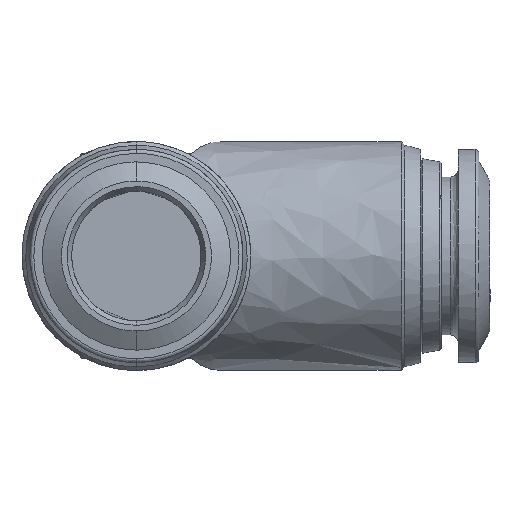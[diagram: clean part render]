
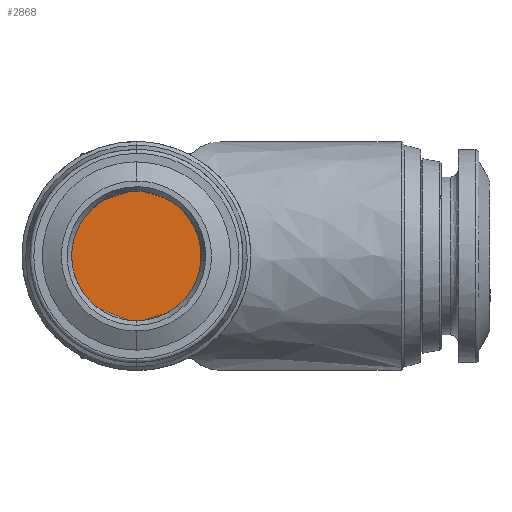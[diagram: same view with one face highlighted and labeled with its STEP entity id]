
A CAD part, front view. The second image highlights one B-rep face of the part: STEP entity #2868.
In plain terms, the highlighted free-form (B-spline) face has degree [1, 1] with [2, 2] control points.
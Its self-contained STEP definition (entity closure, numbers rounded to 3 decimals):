
#86 = CARTESIAN_POINT ( 'NONE',  ( 43.266, 99.286, -4.146 ) ) ;
#114 = CARTESIAN_POINT ( 'NONE',  ( 34.016, 99.286, -4.975 ) ) ;
#367 = CARTESIAN_POINT ( 'NONE',  ( 24.416, 99.286, -5.05 ) ) ;
#407 = CARTESIAN_POINT ( 'NONE',  ( 34.016, 99.286, -4.069 ) ) ;
#420 = CARTESIAN_POINT ( 'NONE',  ( 35.016, 99.286, -4.975 ) ) ;
#495 = EDGE_CURVE ( 'NONE', #4572, #3088, #573, .T. ) ;
#496 = CARTESIAN_POINT ( 'NONE',  ( 41.511, 99.286, -3.271 ) ) ;
#555 = CARTESIAN_POINT ( 'NONE',  ( 35.016, 99.286, -4.069 ) ) ;
#573 =( BOUNDED_CURVE ( )  B_SPLINE_CURVE ( 3, ( #5175, #86, #2092, #6190 ),
 .UNSPECIFIED., .F., .F. ) 
 B_SPLINE_CURVE_WITH_KNOTS ( ( 4, 4 ),
 ( -2.941, 0. ),
 .UNSPECIFIED. ) 
 CURVE ( )  GEOMETRIC_REPRESENTATION_ITEM ( )  RATIONAL_B_SPLINE_CURVE ( ( 1., 0.4, 0.4, 1. ) ) 
 REPRESENTATION_ITEM ( '' )  );
#665 = CARTESIAN_POINT ( 'NONE',  ( 34.016, 99.286, 4.975 ) ) ;
#766 = EDGE_CURVE ( 'NONE', #2639, #6168, #3226, .T. ) ;
#827 = ORIENTED_EDGE ( 'NONE', *, *, #4817, .F. ) ;
#975 = CARTESIAN_POINT ( 'NONE',  ( 34.516, 99.286, -5.05 ) ) ;
#1018 = CARTESIAN_POINT ( 'NONE',  ( 34.016, 99.286, 4.069 ) ) ;
#1046 = CARTESIAN_POINT ( 'NONE',  ( 35.016, 99.286, 4.069 ) ) ;
#1054 = CARTESIAN_POINT ( 'NONE',  ( 34.016, 99.286, -4.069 ) ) ;
#1175 = CARTESIAN_POINT ( 'NONE',  ( 34.516, 99.286, 5.05 ) ) ;
#1184 = FACE_BOUND ( 'NONE', #1472, .T. ) ;
#1252 = ORIENTED_EDGE ( 'NONE', *, *, #5208, .F. ) ;
#1304 = VERTEX_POINT ( 'NONE', #407 ) ;
#1319 = CARTESIAN_POINT ( 'NONE',  ( 35.016, 99.286, 4.975 ) ) ;
#1472 = EDGE_LOOP ( 'NONE', ( #1252, #2488, #827, #2360 ) ) ;
#1525 = CARTESIAN_POINT ( 'NONE',  ( 35.016, 99.286, -4.069 ) ) ;
#1750 = VERTEX_POINT ( 'NONE', #5368 ) ;
#1757 = ORIENTED_EDGE ( 'NONE', *, *, #1914, .F. ) ;
#1776 = ORIENTED_EDGE ( 'NONE', *, *, #495, .F. ) ;
#1780 = B_SPLINE_CURVE_WITH_KNOTS ( 'NONE', 1,
 ( #114, #1054 ),
 .UNSPECIFIED., .F., .F.,
 ( 2, 2 ),
 ( 0., 1. ),
 .UNSPECIFIED. ) ;
#1797 =( BOUNDED_CURVE ( )  B_SPLINE_CURVE ( 3, ( #3606, #3555, #496, #1525 ),
 .UNSPECIFIED., .F., .T. ) 
 B_SPLINE_CURVE_WITH_KNOTS ( ( 4, 4 ),
 ( -2.897, 0. ),
 .UNSPECIFIED. ) 
 CURVE ( )  GEOMETRIC_REPRESENTATION_ITEM ( )  RATIONAL_B_SPLINE_CURVE ( ( 1., 0.415, 0.415, 1. ) ) 
 REPRESENTATION_ITEM ( '' )  );
#1856 = CARTESIAN_POINT ( 'NONE',  ( 34.016, 99.286, 4.069 ) ) ;
#1879 = FACE_BOUND ( 'NONE', #3358, .T. ) ;
#1914 = EDGE_CURVE ( 'NONE', #6075, #4572, #6545, .T. ) ;
#1947 =( BOUNDED_CURVE ( )  B_SPLINE_CURVE ( 3, ( #665, #3672, #4197, #4694 ),
 .UNSPECIFIED., .F., .T. ) 
 B_SPLINE_CURVE_WITH_KNOTS ( ( 4, 4 ),
 ( -2.941, 0. ),
 .UNSPECIFIED. ) 
 CURVE ( )  GEOMETRIC_REPRESENTATION_ITEM ( )  RATIONAL_B_SPLINE_CURVE ( ( 1., 0.4, 0.4, 1. ) ) 
 REPRESENTATION_ITEM ( '' )  );
#2009 = EDGE_CURVE ( 'NONE', #1750, #5277, #5253, .T. ) ;
#2092 = CARTESIAN_POINT ( 'NONE',  ( 43.266, 99.286, 4.146 ) ) ;
#2111 = ORIENTED_EDGE ( 'NONE', *, *, #6430, .F. ) ;
#2231 = EDGE_CURVE ( 'NONE', #5709, #6075, #1797, .T. ) ;
#2360 = ORIENTED_EDGE ( 'NONE', *, *, #2009, .F. ) ;
#2488 = ORIENTED_EDGE ( 'NONE', *, *, #3376, .F. ) ;
#2491 = CARTESIAN_POINT ( 'NONE',  ( 35.016, 99.286, -4.975 ) ) ;
#2543 = CARTESIAN_POINT ( 'NONE',  ( 34.016, 99.286, -4.069 ) ) ;
#2570 = CARTESIAN_POINT ( 'NONE',  ( 27.522, 99.286, -3.271 ) ) ;
#2618 = CARTESIAN_POINT ( 'NONE',  ( 34.516, 99.286, 5.05 ) ) ;
#2639 = VERTEX_POINT ( 'NONE', #1175 ) ;
#2652 =( BOUNDED_CURVE ( )  B_SPLINE_CURVE ( 3, ( #975, #367, #4509, #4535 ),
 .UNSPECIFIED., .F., .F. ) 
 B_SPLINE_CURVE_WITH_KNOTS ( ( 4, 4 ),
 ( 0., 3.142 ),
 .UNSPECIFIED. ) 
 CURVE ( )  GEOMETRIC_REPRESENTATION_ITEM ( )  RATIONAL_B_SPLINE_CURVE ( ( 0.987, 0.329, 0.329, 0.987 ) ) 
 REPRESENTATION_ITEM ( '' )  );
#2665 = CARTESIAN_POINT ( 'NONE',  ( 44.617, 99.286, 5.05 ) ) ;
#2868 = ADVANCED_FACE ( 'NONE', ( #1184, #1879, #3761 ), #5066, .F. ) ;
#2934 = CARTESIAN_POINT ( 'NONE',  ( 39.627, 99.286, -5.111 ) ) ;
#3088 = VERTEX_POINT ( 'NONE', #5425 ) ;
#3132 = CARTESIAN_POINT ( 'NONE',  ( 29.406, 99.286, -5.111 ) ) ;
#3142 = ORIENTED_EDGE ( 'NONE', *, *, #2231, .F. ) ;
#3226 =( BOUNDED_CURVE ( )  B_SPLINE_CURVE ( 3, ( #2618, #2665, #3702, #3683 ),
 .UNSPECIFIED., .F., .F. ) 
 B_SPLINE_CURVE_WITH_KNOTS ( ( 4, 4 ),
 ( 0., 3.142 ),
 .UNSPECIFIED. ) 
 CURVE ( )  GEOMETRIC_REPRESENTATION_ITEM ( )  RATIONAL_B_SPLINE_CURVE ( ( 0.987, 0.329, 0.329, 0.987 ) ) 
 REPRESENTATION_ITEM ( '' )  );
#3289 = ORIENTED_EDGE ( 'NONE', *, *, #766, .F. ) ;
#3334 = EDGE_CURVE ( 'NONE', #3088, #5709, #5900, .T. ) ;
#3358 = EDGE_LOOP ( 'NONE', ( #1776, #1757, #3142, #4654 ) ) ;
#3376 = EDGE_CURVE ( 'NONE', #6484, #1304, #1780, .T. ) ;
#3555 = CARTESIAN_POINT ( 'NONE',  ( 41.511, 99.286, 3.271 ) ) ;
#3594 = CARTESIAN_POINT ( 'NONE',  ( 29.406, 99.286, 5.111 ) ) ;
#3606 = CARTESIAN_POINT ( 'NONE',  ( 35.016, 99.286, 4.069 ) ) ;
#3636 = CARTESIAN_POINT ( 'NONE',  ( 34.016, 99.286, -4.975 ) ) ;
#3672 = CARTESIAN_POINT ( 'NONE',  ( 25.766, 99.286, 4.146 ) ) ;
#3683 = CARTESIAN_POINT ( 'NONE',  ( 34.516, 99.286, -5.05 ) ) ;
#3702 = CARTESIAN_POINT ( 'NONE',  ( 44.617, 99.286, -5.05 ) ) ;
#3761 = FACE_OUTER_BOUND ( 'NONE', #4938, .T. ) ;
#4158 = CARTESIAN_POINT ( 'NONE',  ( 27.522, 99.286, 3.271 ) ) ;
#4197 = CARTESIAN_POINT ( 'NONE',  ( 25.766, 99.286, -4.146 ) ) ;
#4230 =( BOUNDED_CURVE ( )  B_SPLINE_CURVE ( 3, ( #2543, #2570, #4158, #1018 ),
 .UNSPECIFIED., .F., .T. ) 
 B_SPLINE_CURVE_WITH_KNOTS ( ( 4, 4 ),
 ( -2.897, 0. ),
 .UNSPECIFIED. ) 
 CURVE ( )  GEOMETRIC_REPRESENTATION_ITEM ( )  RATIONAL_B_SPLINE_CURVE ( ( 1., 0.415, 0.415, 1. ) ) 
 REPRESENTATION_ITEM ( '' )  );
#4380 = CARTESIAN_POINT ( 'NONE',  ( 39.627, 99.286, 5.111 ) ) ;
#4509 = CARTESIAN_POINT ( 'NONE',  ( 24.416, 99.286, 5.05 ) ) ;
#4535 = CARTESIAN_POINT ( 'NONE',  ( 34.516, 99.286, 5.05 ) ) ;
#4572 = VERTEX_POINT ( 'NONE', #420 ) ;
#4654 = ORIENTED_EDGE ( 'NONE', *, *, #3334, .F. ) ;
#4694 = CARTESIAN_POINT ( 'NONE',  ( 34.016, 99.286, -4.975 ) ) ;
#4814 = CARTESIAN_POINT ( 'NONE',  ( 35.016, 99.286, 4.069 ) ) ;
#4817 = EDGE_CURVE ( 'NONE', #5277, #6484, #1947, .T. ) ;
#4938 = EDGE_LOOP ( 'NONE', ( #3289, #2111 ) ) ;
#5066 = B_SPLINE_SURFACE_WITH_KNOTS ( 'NONE', 1, 1, ( 
 ( #2934, #4380 ),
 ( #3132, #3594 ) ),
 .UNSPECIFIED., .F., .F., .F.,
 ( 2, 2 ),
 ( 2, 2 ),
 ( 0., 1. ),
 ( 0., 1. ),
 .UNSPECIFIED. ) ;
#5175 = CARTESIAN_POINT ( 'NONE',  ( 35.016, 99.286, -4.975 ) ) ;
#5195 = CARTESIAN_POINT ( 'NONE',  ( 34.016, 99.286, 4.975 ) ) ;
#5208 = EDGE_CURVE ( 'NONE', #1304, #1750, #4230, .T. ) ;
#5253 = B_SPLINE_CURVE_WITH_KNOTS ( 'NONE', 1,
 ( #1856, #5424 ),
 .UNSPECIFIED., .F., .F.,
 ( 2, 2 ),
 ( 0., 1. ),
 .UNSPECIFIED. ) ;
#5277 = VERTEX_POINT ( 'NONE', #5195 ) ;
#5368 = CARTESIAN_POINT ( 'NONE',  ( 34.016, 99.286, 4.069 ) ) ;
#5424 = CARTESIAN_POINT ( 'NONE',  ( 34.016, 99.286, 4.975 ) ) ;
#5425 = CARTESIAN_POINT ( 'NONE',  ( 35.016, 99.286, 4.975 ) ) ;
#5536 = CARTESIAN_POINT ( 'NONE',  ( 35.016, 99.286, -4.069 ) ) ;
#5709 = VERTEX_POINT ( 'NONE', #1046 ) ;
#5900 = B_SPLINE_CURVE_WITH_KNOTS ( 'NONE', 1,
 ( #1319, #4814 ),
 .UNSPECIFIED., .F., .F.,
 ( 2, 2 ),
 ( 0., 1. ),
 .UNSPECIFIED. ) ;
#6075 = VERTEX_POINT ( 'NONE', #5536 ) ;
#6168 = VERTEX_POINT ( 'NONE', #6469 ) ;
#6190 = CARTESIAN_POINT ( 'NONE',  ( 35.016, 99.286, 4.975 ) ) ;
#6430 = EDGE_CURVE ( 'NONE', #6168, #2639, #2652, .T. ) ;
#6469 = CARTESIAN_POINT ( 'NONE',  ( 34.516, 99.286, -5.05 ) ) ;
#6484 = VERTEX_POINT ( 'NONE', #3636 ) ;
#6545 = B_SPLINE_CURVE_WITH_KNOTS ( 'NONE', 1,
 ( #555, #2491 ),
 .UNSPECIFIED., .F., .F.,
 ( 2, 2 ),
 ( 0., 1. ),
 .UNSPECIFIED. ) ;
